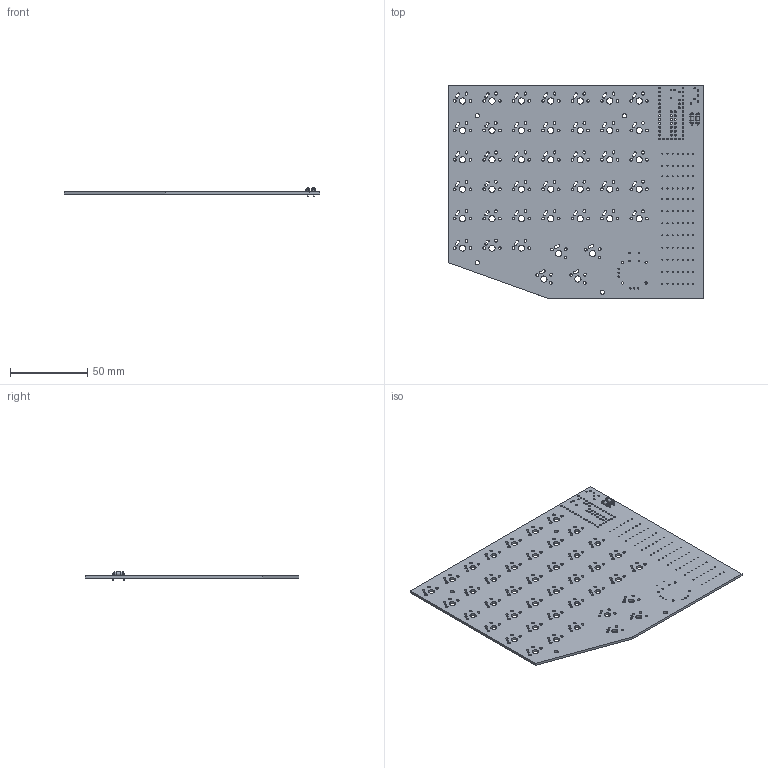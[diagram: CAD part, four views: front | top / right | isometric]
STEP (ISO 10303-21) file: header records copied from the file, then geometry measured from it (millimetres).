
FILE_DESCRIPTION(('KiCad electronic assembly'),'2;1');
FILE_NAME('Left Keyboard.step','2021-04-24T14:18:42',('An Author'),( 'A Company'),'Open CASCADE STEP processor 6.9', 'KiCad to STEP converter','Unknown');
FILE_SCHEMA(('AUTOMOTIVE_DESIGN { 1 0 10303 214 1 1 1 1 }'));
Length unit declared in the file: millimetre
Products named in the file (4): Open CASCADE STEP translator 6.9 1; R_Axial_DIN0207_L6.3mm_D2.5mm_P7.62mm_Horizontal; SOLID; COMPOUND
Assembly tree (4 placements, depth 3):
  Open CASCADE STEP translator 6.9 1
    R_Axial_DIN0207_L6.3mm_D2.5mm_P7.62mm_Horizontal  x2
      SOLID
    COMPOUND
Bounding box: 165.5 x 138.5 x 5.5 mm (x, y, z)
Volume: 33632.8 mm3; surface area: 46394.5 mm2
Topology: 3 solids, 3 shells, 678 faces, 1984 edges, 1320 vertices
Faces by surface type: cylinder 474, plane 196, torus 8
Full cylindrical faces by diameter (mm): 0.6 x4, 0.7 x84, 0.8 x6, 0.889 x6, 0.899 x4, 1.1 x54, 1.397 x4, 1.702 x84, 2.25 x2, 2.5 x4, 2.7 x4, 3.988 x42
Entity records: 51003 total; most frequent: CARTESIAN_POINT 9093, DIRECTION 8149, LINE 3995, VECTOR 3995, ORIENTED_EDGE 3922, PCURVE 3922, DEFINITIONAL_REPRESENTATION 3922, EDGE_CURVE 1961
